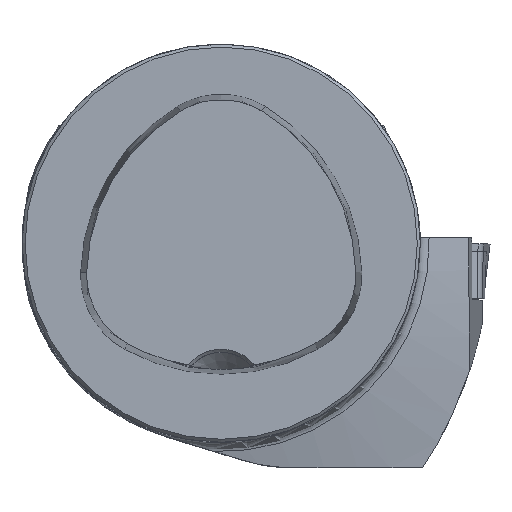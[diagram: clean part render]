
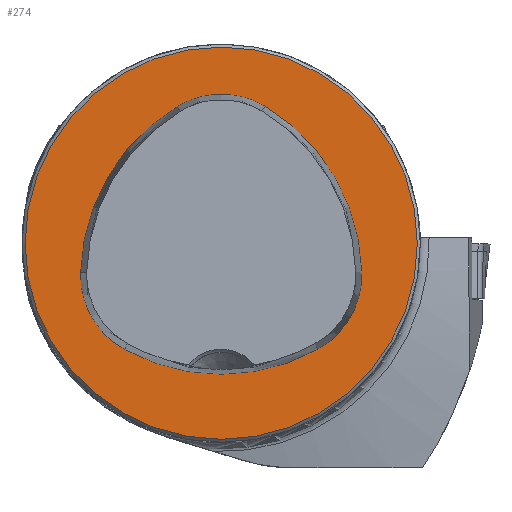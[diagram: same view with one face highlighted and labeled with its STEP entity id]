
A CAD part, top view. The second image highlights one B-rep face of the part: STEP entity #274.
In plain terms, the highlighted planar face has unit normal (0, 0, 1).
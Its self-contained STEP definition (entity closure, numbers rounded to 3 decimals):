
#153=FACE_BOUND('',#601,.T.);
#154=FACE_BOUND('',#602,.T.);
#215=CIRCLE('',#2568,20.063);
#217=CIRCLE('',#2571,20.063);
#218=CIRCLE('',#2572,8.563);
#219=CIRCLE('',#2573,8.563);
#220=CIRCLE('',#2574,20.063);
#221=CIRCLE('',#2575,8.563);
#222=CIRCLE('',#2576,19.7);
#274=ADVANCED_FACE('CU_FL_N1_SU_1',(#153,#154),#405,.T.);
#405=PLANE('',#2577);
#601=EDGE_LOOP('',(#993,#994,#995,#996,#997,#998));
#602=EDGE_LOOP('',(#999));
#993=ORIENTED_EDGE('',*,*,#1908,.F.);
#994=ORIENTED_EDGE('',*,*,#1909,.F.);
#995=ORIENTED_EDGE('',*,*,#1901,.F.);
#996=ORIENTED_EDGE('',*,*,#1910,.F.);
#997=ORIENTED_EDGE('',*,*,#1911,.F.);
#998=ORIENTED_EDGE('',*,*,#1912,.F.);
#999=ORIENTED_EDGE('',*,*,#1913,.T.);
#1663=VERTEX_POINT('',#3997);
#1664=VERTEX_POINT('',#3999);
#1670=VERTEX_POINT('',#4031);
#1671=VERTEX_POINT('',#4032);
#1672=VERTEX_POINT('',#4035);
#1673=VERTEX_POINT('',#4037);
#1674=VERTEX_POINT('',#4040);
#1901=EDGE_CURVE('',#1663,#1664,#215,.T.);
#1908=EDGE_CURVE('',#1670,#1671,#217,.T.);
#1909=EDGE_CURVE('',#1664,#1670,#218,.T.);
#1910=EDGE_CURVE('',#1672,#1663,#219,.T.);
#1911=EDGE_CURVE('',#1673,#1672,#220,.T.);
#1912=EDGE_CURVE('',#1671,#1673,#221,.T.);
#1913=EDGE_CURVE('',#1674,#1674,#222,.T.);
#2568=AXIS2_PLACEMENT_3D('',#3998,#2888,#2889);
#2571=AXIS2_PLACEMENT_3D('',#4030,#2895,#2896);
#2572=AXIS2_PLACEMENT_3D('',#4033,#2897,#2898);
#2573=AXIS2_PLACEMENT_3D('',#4034,#2899,#2900);
#2574=AXIS2_PLACEMENT_3D('',#4036,#2901,#2902);
#2575=AXIS2_PLACEMENT_3D('',#4038,#2903,#2904);
#2576=AXIS2_PLACEMENT_3D('',#4039,#2905,#2906);
#2577=AXIS2_PLACEMENT_3D('',#4041,#2907,#2908);
#2888=DIRECTION('',(0.,0.,1.));
#2889=DIRECTION('',(-1.,0.,0.));
#2895=DIRECTION('',(0.,0.,1.));
#2896=DIRECTION('',(-1.,0.,0.));
#2897=DIRECTION('',(0.,0.,1.));
#2898=DIRECTION('',(-1.,0.,0.));
#2899=DIRECTION('',(0.,0.,1.));
#2900=DIRECTION('',(-1.,0.,0.));
#2901=DIRECTION('',(0.,0.,1.));
#2902=DIRECTION('',(-1.,0.,0.));
#2903=DIRECTION('',(0.,0.,1.));
#2904=DIRECTION('',(-1.,0.,0.));
#2905=DIRECTION('',(0.,0.,1.));
#2906=DIRECTION('',(-1.,0.,0.));
#2907=DIRECTION('',(0.,0.,1.));
#2908=DIRECTION('',(-1.,0.,0.));
#3997=CARTESIAN_POINT('',(-9.704,-10.66,0.));
#3998=CARTESIAN_POINT('',(0.,6.9,0.));
#3999=CARTESIAN_POINT('',(9.704,-10.66,0.));
#4030=CARTESIAN_POINT('',(-5.934,-3.451,0.));
#4031=CARTESIAN_POINT('',(14.123,-2.953,0.));
#4032=CARTESIAN_POINT('',(4.418,13.735,0.));
#4033=CARTESIAN_POINT('',(5.562,-3.165,0.));
#4034=CARTESIAN_POINT('',(-5.562,-3.165,0.));
#4035=CARTESIAN_POINT('',(-14.123,-2.953,0.));
#4036=CARTESIAN_POINT('',(5.934,-3.451,0.));
#4037=CARTESIAN_POINT('',(-4.418,13.735,0.));
#4038=CARTESIAN_POINT('',(0.,6.4,0.));
#4039=CARTESIAN_POINT('',(0.,0.,0.));
#4040=CARTESIAN_POINT('',(-19.7,0.,0.));
#4041=CARTESIAN_POINT('',(0.,0.,0.));
